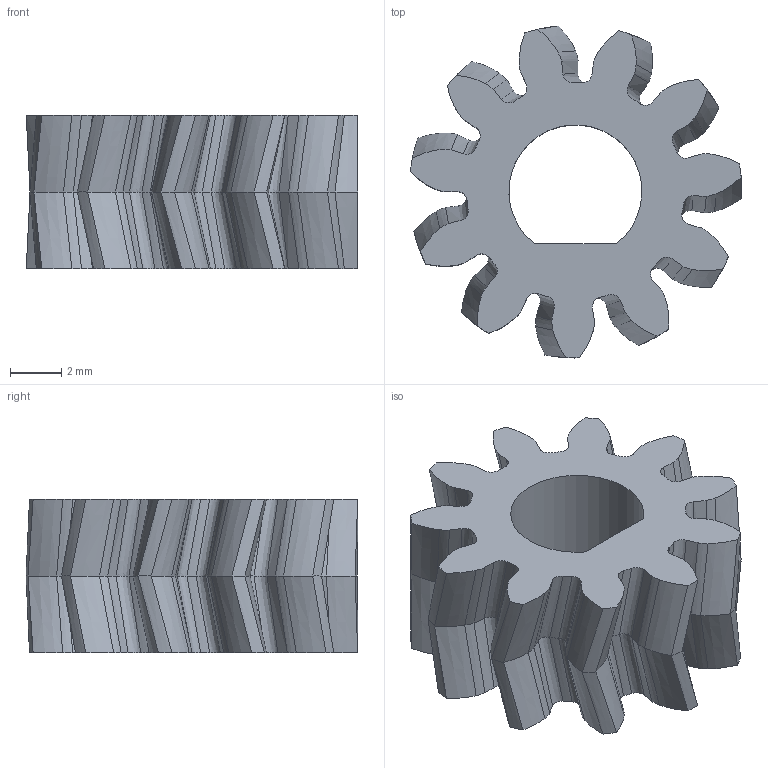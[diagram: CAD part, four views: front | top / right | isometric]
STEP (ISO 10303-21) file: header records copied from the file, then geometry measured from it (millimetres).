
FILE_DESCRIPTION(/* description */ ('FreeCAD Model'),/* implementation_level */ '2;1');
FILE_NAME(/* name */ 'Drakon_Small_Gear.stp',/* time_stamp */ '2020-03-21T12:38:15+00:00',/* author */ ('Ax'),/* organization */ (''),/* preprocessor_version */ 'ST-DEVELOPER v17',/* originating_system */ 'Autodesk Inventor 2019',/* authorisation */ 'Unknown');
FILE_SCHEMA (('AUTOMOTIVE_DESIGN { 1 0 10303 214 3 1 1 }'));
Length unit declared in the file: millimetre
Products named in the file (1): RAMPSDrakon_Small_Gear
Bounding box: 12.96 x 12.97 x 6 mm (x, y, z)
Volume: 427.3 mm3; surface area: 653.2 mm2
Topology: 1 solids, 1 shells, 224 faces, 556 edges, 334 vertices
Faces by surface type: bspline 220, plane 3, cylinder 1
Entity records: 12618 total; most frequent: CARTESIAN_POINT 8727, ORIENTED_EDGE 1112, EDGE_CURVE 556, DIRECTION 348, VERTEX_POINT 334, B_SPLINE_CURVE_WITH_KNOTS 266, EDGE_LOOP 226, FACE_OUTER_BOUND 224
